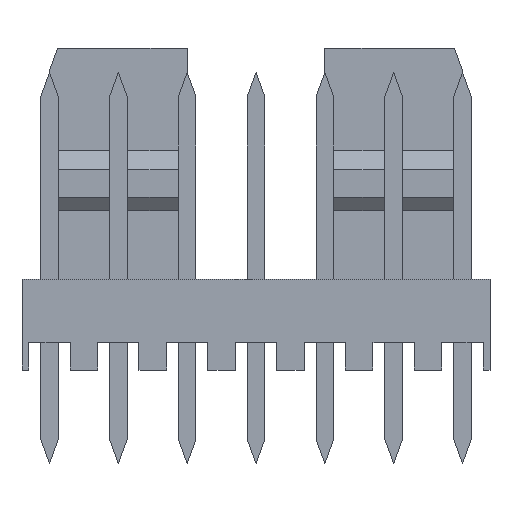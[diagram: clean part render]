
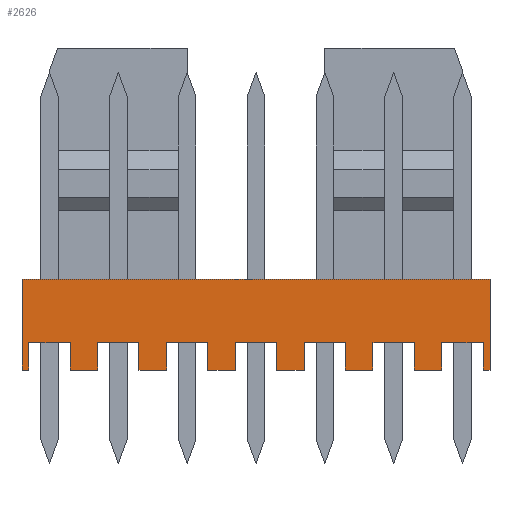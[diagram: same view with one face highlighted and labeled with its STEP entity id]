
A CAD part, top view. The second image highlights one B-rep face of the part: STEP entity #2626.
In plain terms, the highlighted planar face has unit normal (0, 0, 1).
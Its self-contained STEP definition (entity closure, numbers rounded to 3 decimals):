
#13=DIRECTION('',(0.,-1.,0.));
#14=VECTOR('',#13,3.3);
#15=CARTESIAN_POINT('',(-8.5,1.65,2.95));
#16=LINE('',#15,#14);
#214=DIRECTION('',(0.,1.,0.));
#215=VECTOR('',#214,1.);
#216=CARTESIAN_POINT('',(-6.75,-1.65,2.95));
#217=LINE('',#216,#215);
#218=DIRECTION('',(-1.,0.,0.));
#219=VECTOR('',#218,1.5);
#220=CARTESIAN_POINT('',(-6.75,-0.65,2.95));
#221=LINE('',#220,#219);
#222=DIRECTION('',(0.,1.,0.));
#223=VECTOR('',#222,1.);
#224=CARTESIAN_POINT('',(-8.25,-1.65,2.95));
#225=LINE('',#224,#223);
#226=DIRECTION('',(1.,0.,0.));
#227=VECTOR('',#226,17.);
#228=CARTESIAN_POINT('',(-8.5,1.65,2.95));
#229=LINE('',#228,#227);
#230=DIRECTION('',(0.,1.,0.));
#231=VECTOR('',#230,1.);
#232=CARTESIAN_POINT('',(8.25,-1.65,2.95));
#233=LINE('',#232,#231);
#234=DIRECTION('',(-1.,0.,0.));
#235=VECTOR('',#234,1.5);
#236=CARTESIAN_POINT('',(8.25,-0.65,2.95));
#237=LINE('',#236,#235);
#238=DIRECTION('',(0.,1.,0.));
#239=VECTOR('',#238,1.);
#240=CARTESIAN_POINT('',(6.75,-1.65,2.95));
#241=LINE('',#240,#239);
#242=DIRECTION('',(0.,1.,0.));
#243=VECTOR('',#242,1.);
#244=CARTESIAN_POINT('',(5.75,-1.65,2.95));
#245=LINE('',#244,#243);
#246=DIRECTION('',(-1.,0.,0.));
#247=VECTOR('',#246,1.5);
#248=CARTESIAN_POINT('',(5.75,-0.65,2.95));
#249=LINE('',#248,#247);
#250=DIRECTION('',(0.,1.,0.));
#251=VECTOR('',#250,1.);
#252=CARTESIAN_POINT('',(4.25,-1.65,2.95));
#253=LINE('',#252,#251);
#254=DIRECTION('',(0.,1.,0.));
#255=VECTOR('',#254,1.);
#256=CARTESIAN_POINT('',(3.25,-1.65,2.95));
#257=LINE('',#256,#255);
#258=DIRECTION('',(-1.,0.,0.));
#259=VECTOR('',#258,1.5);
#260=CARTESIAN_POINT('',(3.25,-0.65,2.95));
#261=LINE('',#260,#259);
#262=DIRECTION('',(0.,1.,0.));
#263=VECTOR('',#262,1.);
#264=CARTESIAN_POINT('',(1.75,-1.65,2.95));
#265=LINE('',#264,#263);
#266=DIRECTION('',(0.,1.,0.));
#267=VECTOR('',#266,1.);
#268=CARTESIAN_POINT('',(0.75,-1.65,2.95));
#269=LINE('',#268,#267);
#270=DIRECTION('',(-1.,0.,0.));
#271=VECTOR('',#270,1.5);
#272=CARTESIAN_POINT('',(0.75,-0.65,2.95));
#273=LINE('',#272,#271);
#274=DIRECTION('',(0.,1.,0.));
#275=VECTOR('',#274,1.);
#276=CARTESIAN_POINT('',(-0.75,-1.65,2.95));
#277=LINE('',#276,#275);
#278=DIRECTION('',(0.,1.,0.));
#279=VECTOR('',#278,1.);
#280=CARTESIAN_POINT('',(-1.75,-1.65,2.95));
#281=LINE('',#280,#279);
#282=DIRECTION('',(-1.,0.,0.));
#283=VECTOR('',#282,1.5);
#284=CARTESIAN_POINT('',(-1.75,-0.65,2.95));
#285=LINE('',#284,#283);
#286=DIRECTION('',(0.,1.,0.));
#287=VECTOR('',#286,1.);
#288=CARTESIAN_POINT('',(-3.25,-1.65,2.95));
#289=LINE('',#288,#287);
#290=DIRECTION('',(0.,1.,0.));
#291=VECTOR('',#290,1.);
#292=CARTESIAN_POINT('',(-4.25,-1.65,2.95));
#293=LINE('',#292,#291);
#294=DIRECTION('',(-1.,0.,0.));
#295=VECTOR('',#294,1.5);
#296=CARTESIAN_POINT('',(-4.25,-0.65,2.95));
#297=LINE('',#296,#295);
#298=DIRECTION('',(0.,1.,0.));
#299=VECTOR('',#298,1.);
#300=CARTESIAN_POINT('',(-5.75,-1.65,2.95));
#301=LINE('',#300,#299);
#330=DIRECTION('',(1.,0.,0.));
#331=VECTOR('',#330,0.25);
#332=CARTESIAN_POINT('',(8.25,-1.65,2.95));
#333=LINE('',#332,#331);
#338=DIRECTION('',(1.,0.,0.));
#339=VECTOR('',#338,1.);
#340=CARTESIAN_POINT('',(5.75,-1.65,2.95));
#341=LINE('',#340,#339);
#350=DIRECTION('',(1.,0.,0.));
#351=VECTOR('',#350,1.);
#352=CARTESIAN_POINT('',(3.25,-1.65,2.95));
#353=LINE('',#352,#351);
#362=DIRECTION('',(1.,0.,0.));
#363=VECTOR('',#362,1.);
#364=CARTESIAN_POINT('',(0.75,-1.65,2.95));
#365=LINE('',#364,#363);
#374=DIRECTION('',(1.,0.,0.));
#375=VECTOR('',#374,1.);
#376=CARTESIAN_POINT('',(-1.75,-1.65,2.95));
#377=LINE('',#376,#375);
#386=DIRECTION('',(1.,0.,0.));
#387=VECTOR('',#386,1.);
#388=CARTESIAN_POINT('',(-4.25,-1.65,2.95));
#389=LINE('',#388,#387);
#398=DIRECTION('',(1.,0.,0.));
#399=VECTOR('',#398,1.);
#400=CARTESIAN_POINT('',(-6.75,-1.65,2.95));
#401=LINE('',#400,#399);
#410=DIRECTION('',(1.,0.,0.));
#411=VECTOR('',#410,0.25);
#412=CARTESIAN_POINT('',(-8.5,-1.65,2.95));
#413=LINE('',#412,#411);
#1599=DIRECTION('',(0.,-1.,0.));
#1600=VECTOR('',#1599,3.3);
#1601=CARTESIAN_POINT('',(8.5,1.65,2.95));
#1602=LINE('',#1601,#1600);
#1779=CARTESIAN_POINT('',(-8.5,1.65,2.95));
#1780=CARTESIAN_POINT('',(-8.5,-1.65,2.95));
#1781=VERTEX_POINT('',#1779);
#1782=VERTEX_POINT('',#1780);
#1789=CARTESIAN_POINT('',(8.5,1.65,2.95));
#1790=CARTESIAN_POINT('',(8.5,-1.65,2.95));
#1791=VERTEX_POINT('',#1789);
#1792=VERTEX_POINT('',#1790);
#1963=CARTESIAN_POINT('',(8.25,-1.65,2.95));
#1964=CARTESIAN_POINT('',(8.25,-0.65,2.95));
#1965=VERTEX_POINT('',#1963);
#1966=VERTEX_POINT('',#1964);
#1967=CARTESIAN_POINT('',(6.75,-0.65,2.95));
#1968=VERTEX_POINT('',#1967);
#1969=CARTESIAN_POINT('',(6.75,-1.65,2.95));
#1970=VERTEX_POINT('',#1969);
#1979=CARTESIAN_POINT('',(5.75,-1.65,2.95));
#1980=CARTESIAN_POINT('',(5.75,-0.65,2.95));
#1981=VERTEX_POINT('',#1979);
#1982=VERTEX_POINT('',#1980);
#1983=CARTESIAN_POINT('',(4.25,-0.65,2.95));
#1984=VERTEX_POINT('',#1983);
#1985=CARTESIAN_POINT('',(4.25,-1.65,2.95));
#1986=VERTEX_POINT('',#1985);
#1995=CARTESIAN_POINT('',(3.25,-1.65,2.95));
#1996=CARTESIAN_POINT('',(3.25,-0.65,2.95));
#1997=VERTEX_POINT('',#1995);
#1998=VERTEX_POINT('',#1996);
#1999=CARTESIAN_POINT('',(1.75,-0.65,2.95));
#2000=VERTEX_POINT('',#1999);
#2001=CARTESIAN_POINT('',(1.75,-1.65,2.95));
#2002=VERTEX_POINT('',#2001);
#2011=CARTESIAN_POINT('',(0.75,-1.65,2.95));
#2012=CARTESIAN_POINT('',(0.75,-0.65,2.95));
#2013=VERTEX_POINT('',#2011);
#2014=VERTEX_POINT('',#2012);
#2015=CARTESIAN_POINT('',(-0.75,-0.65,2.95));
#2016=VERTEX_POINT('',#2015);
#2017=CARTESIAN_POINT('',(-0.75,-1.65,2.95));
#2018=VERTEX_POINT('',#2017);
#2027=CARTESIAN_POINT('',(-1.75,-1.65,2.95));
#2028=CARTESIAN_POINT('',(-1.75,-0.65,2.95));
#2029=VERTEX_POINT('',#2027);
#2030=VERTEX_POINT('',#2028);
#2031=CARTESIAN_POINT('',(-3.25,-0.65,2.95));
#2032=VERTEX_POINT('',#2031);
#2033=CARTESIAN_POINT('',(-3.25,-1.65,2.95));
#2034=VERTEX_POINT('',#2033);
#2043=CARTESIAN_POINT('',(-4.25,-1.65,2.95));
#2044=CARTESIAN_POINT('',(-4.25,-0.65,2.95));
#2045=VERTEX_POINT('',#2043);
#2046=VERTEX_POINT('',#2044);
#2047=CARTESIAN_POINT('',(-5.75,-0.65,2.95));
#2048=VERTEX_POINT('',#2047);
#2049=CARTESIAN_POINT('',(-5.75,-1.65,2.95));
#2050=VERTEX_POINT('',#2049);
#2059=CARTESIAN_POINT('',(-6.75,-1.65,2.95));
#2060=CARTESIAN_POINT('',(-6.75,-0.65,2.95));
#2061=VERTEX_POINT('',#2059);
#2062=VERTEX_POINT('',#2060);
#2063=CARTESIAN_POINT('',(-8.25,-0.65,2.95));
#2064=VERTEX_POINT('',#2063);
#2065=CARTESIAN_POINT('',(-8.25,-1.65,2.95));
#2066=VERTEX_POINT('',#2065);
#2557=CARTESIAN_POINT('',(-8.5,1.65,2.95));
#2558=DIRECTION('',(0.,0.,1.));
#2559=DIRECTION('',(0.,-1.,0.));
#2560=AXIS2_PLACEMENT_3D('',#2557,#2558,#2559);
#2561=PLANE('',#2560);
#2562=ORIENTED_EDGE('',*,*,#2547,.T.);
#2564=ORIENTED_EDGE('',*,*,#2563,.T.);
#2566=ORIENTED_EDGE('',*,*,#2565,.F.);
#2568=ORIENTED_EDGE('',*,*,#2567,.F.);
#2569=ORIENTED_EDGE('',*,*,#2382,.F.);
#2571=ORIENTED_EDGE('',*,*,#2570,.T.);
#2573=ORIENTED_EDGE('',*,*,#2572,.T.);
#2575=ORIENTED_EDGE('',*,*,#2574,.F.);
#2577=ORIENTED_EDGE('',*,*,#2576,.T.);
#2579=ORIENTED_EDGE('',*,*,#2578,.T.);
#2581=ORIENTED_EDGE('',*,*,#2580,.F.);
#2583=ORIENTED_EDGE('',*,*,#2582,.F.);
#2585=ORIENTED_EDGE('',*,*,#2584,.T.);
#2587=ORIENTED_EDGE('',*,*,#2586,.T.);
#2589=ORIENTED_EDGE('',*,*,#2588,.F.);
#2591=ORIENTED_EDGE('',*,*,#2590,.F.);
#2593=ORIENTED_EDGE('',*,*,#2592,.T.);
#2595=ORIENTED_EDGE('',*,*,#2594,.T.);
#2597=ORIENTED_EDGE('',*,*,#2596,.F.);
#2599=ORIENTED_EDGE('',*,*,#2598,.F.);
#2601=ORIENTED_EDGE('',*,*,#2600,.T.);
#2603=ORIENTED_EDGE('',*,*,#2602,.T.);
#2605=ORIENTED_EDGE('',*,*,#2604,.F.);
#2607=ORIENTED_EDGE('',*,*,#2606,.F.);
#2609=ORIENTED_EDGE('',*,*,#2608,.T.);
#2611=ORIENTED_EDGE('',*,*,#2610,.T.);
#2613=ORIENTED_EDGE('',*,*,#2612,.F.);
#2615=ORIENTED_EDGE('',*,*,#2614,.F.);
#2617=ORIENTED_EDGE('',*,*,#2616,.T.);
#2619=ORIENTED_EDGE('',*,*,#2618,.T.);
#2621=ORIENTED_EDGE('',*,*,#2620,.F.);
#2623=ORIENTED_EDGE('',*,*,#2622,.F.);
#2624=EDGE_LOOP('',(#2562,#2564,#2566,#2568,#2569,#2571,#2573,#2575,#2577,#2579,
#2581,#2583,#2585,#2587,#2589,#2591,#2593,#2595,#2597,#2599,#2601,#2603,#2605,
#2607,#2609,#2611,#2613,#2615,#2617,#2619,#2621,#2623));
#2625=FACE_OUTER_BOUND('',#2624,.F.);
#2626=ADVANCED_FACE('',(#2625),#2561,.T.);
#2382=EDGE_CURVE('',#1781,#1782,#16,.T.);
#2547=EDGE_CURVE('',#2061,#2062,#217,.T.);
#2563=EDGE_CURVE('',#2062,#2064,#221,.T.);
#2565=EDGE_CURVE('',#2066,#2064,#225,.T.);
#2567=EDGE_CURVE('',#1782,#2066,#413,.T.);
#2570=EDGE_CURVE('',#1781,#1791,#229,.T.);
#2572=EDGE_CURVE('',#1791,#1792,#1602,.T.);
#2574=EDGE_CURVE('',#1965,#1792,#333,.T.);
#2576=EDGE_CURVE('',#1965,#1966,#233,.T.);
#2578=EDGE_CURVE('',#1966,#1968,#237,.T.);
#2580=EDGE_CURVE('',#1970,#1968,#241,.T.);
#2582=EDGE_CURVE('',#1981,#1970,#341,.T.);
#2584=EDGE_CURVE('',#1981,#1982,#245,.T.);
#2586=EDGE_CURVE('',#1982,#1984,#249,.T.);
#2588=EDGE_CURVE('',#1986,#1984,#253,.T.);
#2590=EDGE_CURVE('',#1997,#1986,#353,.T.);
#2592=EDGE_CURVE('',#1997,#1998,#257,.T.);
#2594=EDGE_CURVE('',#1998,#2000,#261,.T.);
#2596=EDGE_CURVE('',#2002,#2000,#265,.T.);
#2598=EDGE_CURVE('',#2013,#2002,#365,.T.);
#2600=EDGE_CURVE('',#2013,#2014,#269,.T.);
#2602=EDGE_CURVE('',#2014,#2016,#273,.T.);
#2604=EDGE_CURVE('',#2018,#2016,#277,.T.);
#2606=EDGE_CURVE('',#2029,#2018,#377,.T.);
#2608=EDGE_CURVE('',#2029,#2030,#281,.T.);
#2610=EDGE_CURVE('',#2030,#2032,#285,.T.);
#2612=EDGE_CURVE('',#2034,#2032,#289,.T.);
#2614=EDGE_CURVE('',#2045,#2034,#389,.T.);
#2616=EDGE_CURVE('',#2045,#2046,#293,.T.);
#2618=EDGE_CURVE('',#2046,#2048,#297,.T.);
#2620=EDGE_CURVE('',#2050,#2048,#301,.T.);
#2622=EDGE_CURVE('',#2061,#2050,#401,.T.);
